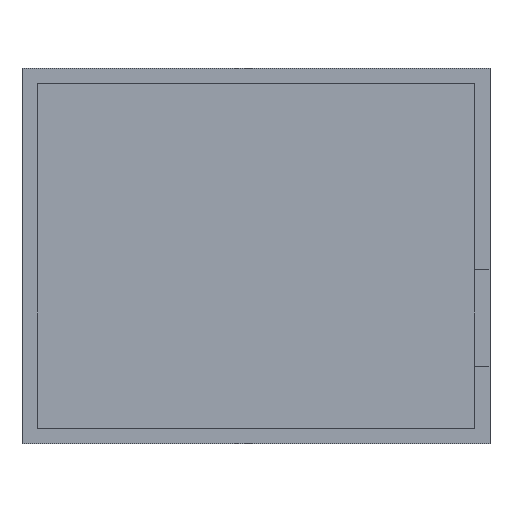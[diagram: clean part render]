
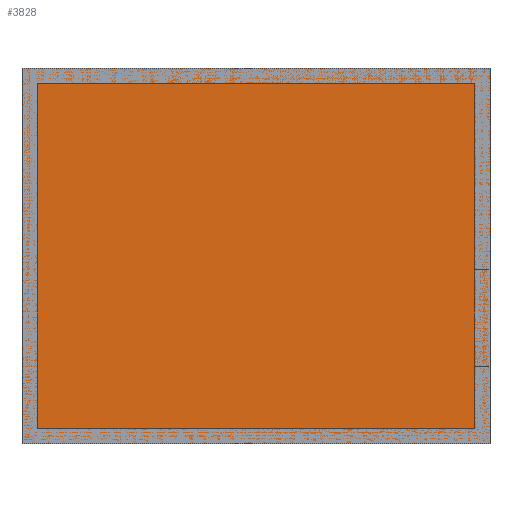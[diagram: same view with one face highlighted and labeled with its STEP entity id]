
A CAD part, top view. The second image highlights one B-rep face of the part: STEP entity #3828.
In plain terms, the highlighted planar face has unit normal (0, 0, 1).
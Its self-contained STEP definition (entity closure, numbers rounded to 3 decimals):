
#3709 = VERTEX_POINT('',#3710);
#3710 = CARTESIAN_POINT('',(-45.5,36.5,0.));
#3727 = VERTEX_POINT('',#3728);
#3728 = CARTESIAN_POINT('',(-45.5,-36.5,0.));
#3734 = EDGE_CURVE('',#3709,#3727,#3735,.T.);
#3735 = LINE('',#3736,#3737);
#3736 = CARTESIAN_POINT('',(-45.5,36.5,0.));
#3737 = VECTOR('',#3738,1.);
#3738 = DIRECTION('',(0.,-1.,0.));
#3758 = VERTEX_POINT('',#3759);
#3759 = CARTESIAN_POINT('',(45.5,-36.5,0.));
#3765 = EDGE_CURVE('',#3727,#3758,#3766,.T.);
#3766 = LINE('',#3767,#3768);
#3767 = CARTESIAN_POINT('',(-45.5,-36.5,0.));
#3768 = VECTOR('',#3769,1.);
#3769 = DIRECTION('',(1.,0.,0.));
#3789 = VERTEX_POINT('',#3790);
#3790 = CARTESIAN_POINT('',(45.5,36.5,0.));
#3796 = EDGE_CURVE('',#3758,#3789,#3797,.T.);
#3797 = LINE('',#3798,#3799);
#3798 = CARTESIAN_POINT('',(45.5,-36.5,0.));
#3799 = VECTOR('',#3800,1.);
#3800 = DIRECTION('',(0.,1.,0.));
#3818 = EDGE_CURVE('',#3789,#3709,#3819,.T.);
#3819 = LINE('',#3820,#3821);
#3820 = CARTESIAN_POINT('',(45.5,36.5,0.));
#3821 = VECTOR('',#3822,1.);
#3822 = DIRECTION('',(-1.,0.,0.));
#3828 = ADVANCED_FACE('',(#3829),#3835,.T.);
#3829 = FACE_BOUND('',#3830,.T.);
#3830 = EDGE_LOOP('',(#3831,#3832,#3833,#3834));
#3831 = ORIENTED_EDGE('',*,*,#3734,.T.);
#3832 = ORIENTED_EDGE('',*,*,#3765,.T.);
#3833 = ORIENTED_EDGE('',*,*,#3796,.T.);
#3834 = ORIENTED_EDGE('',*,*,#3818,.T.);
#3835 = PLANE('',#3836);
#3836 = AXIS2_PLACEMENT_3D('',#3837,#3838,#3839);
#3837 = CARTESIAN_POINT('',(0.,0.,0.));
#3838 = DIRECTION('',(0.,0.,1.));
#3839 = DIRECTION('',(1.,0.,0.));
